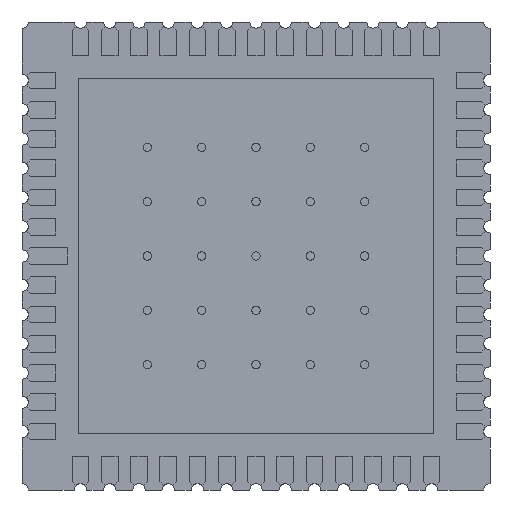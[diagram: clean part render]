
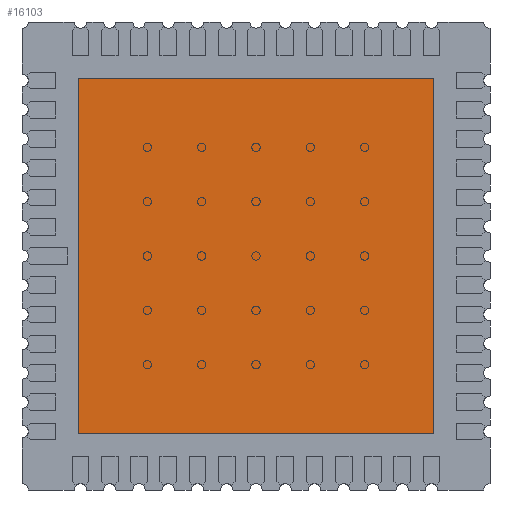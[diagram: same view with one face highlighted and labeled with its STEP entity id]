
A CAD part, front view. The second image highlights one B-rep face of the part: STEP entity #16103.
In plain terms, the highlighted face is planar.
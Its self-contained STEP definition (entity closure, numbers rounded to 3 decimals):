
#813 = EDGE_CURVE ( 'NONE', #15359, #3920, #2077, .T. ) ;
#1743 = CARTESIAN_POINT ( 'NONE',  ( 4.25, -4.25, 0. ) ) ;
#1857 = VECTOR ( 'NONE', #8422, 1000. ) ;
#2077 = LINE ( 'NONE', #10189, #23519 ) ;
#2295 = CARTESIAN_POINT ( 'NONE',  ( 4.25, 4.25, 0. ) ) ;
#2333 = VERTEX_POINT ( 'NONE', #16606 ) ;
#3513 = LINE ( 'NONE', #12283, #24481 ) ;
#3569 = EDGE_LOOP ( 'NONE', ( #26114, #17443, #17782, #21293 ) ) ;
#3797 = VERTEX_POINT ( 'NONE', #13692 ) ;
#3920 = VERTEX_POINT ( 'NONE', #1743 ) ;
#6989 = DIRECTION ( 'NONE',  ( 0., 0., -1. ) ) ;
#8422 = DIRECTION ( 'NONE',  ( 0., 1., 0. ) ) ;
#9848 = EDGE_CURVE ( 'NONE', #3920, #3797, #12273, .T. ) ;
#10189 = CARTESIAN_POINT ( 'NONE',  ( 4.25, -4.25, 0. ) ) ;
#10403 = DIRECTION ( 'NONE',  ( -1., 0., 0. ) ) ;
#10416 = DIRECTION ( 'NONE',  ( 0., -1., 0. ) ) ;
#10680 = CARTESIAN_POINT ( 'NONE',  ( 4.25, 4.25, 0. ) ) ;
#11113 = CARTESIAN_POINT ( 'NONE',  ( 0., 0., 0. ) ) ;
#12273 = LINE ( 'NONE', #10680, #1857 ) ;
#12283 = CARTESIAN_POINT ( 'NONE',  ( -4.25, 4.25, 0. ) ) ;
#13573 = EDGE_CURVE ( 'NONE', #3797, #2333, #20491, .T. ) ;
#13692 = CARTESIAN_POINT ( 'NONE',  ( 4.25, 4.25, 0. ) ) ;
#13885 = AXIS2_PLACEMENT_3D ( 'NONE', #11113, #6989, #19201 ) ;
#15359 = VERTEX_POINT ( 'NONE', #17136 ) ;
#16103 = ADVANCED_FACE ( 'NONE', ( #17082 ), #25184, .F. ) ;
#16270 = EDGE_CURVE ( 'NONE', #2333, #15359, #3513, .T. ) ;
#16606 = CARTESIAN_POINT ( 'NONE',  ( -4.25, 4.25, 0. ) ) ;
#17082 = FACE_OUTER_BOUND ( 'NONE', #3569, .T. ) ;
#17136 = CARTESIAN_POINT ( 'NONE',  ( -4.25, -4.25, 0. ) ) ;
#17443 = ORIENTED_EDGE ( 'NONE', *, *, #813, .T. ) ;
#17782 = ORIENTED_EDGE ( 'NONE', *, *, #9848, .T. ) ;
#19201 = DIRECTION ( 'NONE',  ( 0., -1., 0. ) ) ;
#20491 = LINE ( 'NONE', #2295, #21070 ) ;
#21070 = VECTOR ( 'NONE', #10403, 1000. ) ;
#21293 = ORIENTED_EDGE ( 'NONE', *, *, #13573, .T. ) ;
#23519 = VECTOR ( 'NONE', #24382, 1000. ) ;
#24382 = DIRECTION ( 'NONE',  ( 1., 0., 0. ) ) ;
#24481 = VECTOR ( 'NONE', #10416, 1000. ) ;
#25184 = PLANE ( 'NONE',  #13885 ) ;
#26114 = ORIENTED_EDGE ( 'NONE', *, *, #16270, .T. ) ;
